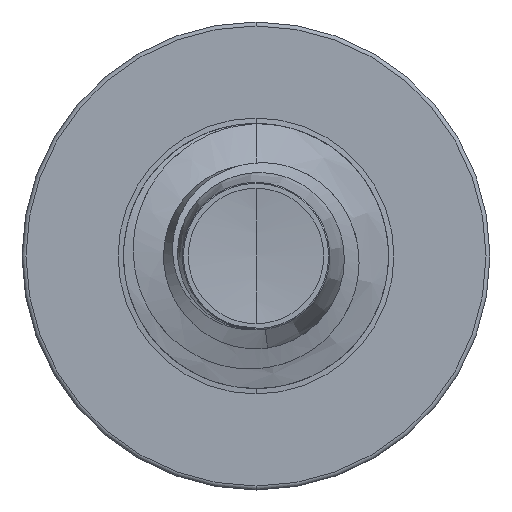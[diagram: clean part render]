
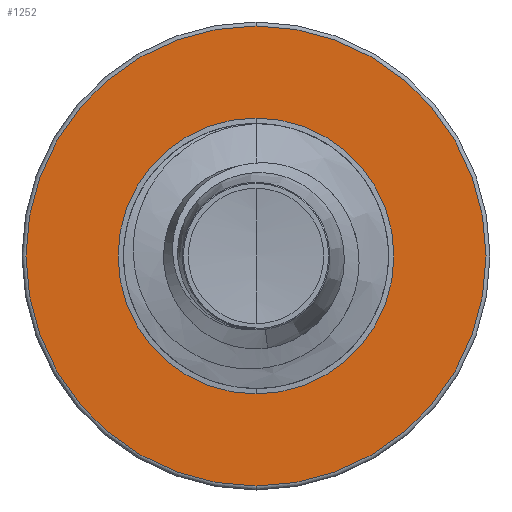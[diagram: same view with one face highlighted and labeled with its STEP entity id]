
A CAD part, front view. The second image highlights one B-rep face of the part: STEP entity #1252.
In plain terms, the highlighted planar face has unit normal (0, -1, 0).
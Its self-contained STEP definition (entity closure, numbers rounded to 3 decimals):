
#127 = DIRECTION ( 'NONE',  ( 0., 0., 1. ) ) ;
#150 = DIRECTION ( 'NONE',  ( 0., 1., 0. ) ) ;
#189 = CARTESIAN_POINT ( 'NONE',  ( 0., 10., 0. ) ) ;
#438 = FACE_OUTER_BOUND ( 'NONE', #4092, .T. ) ;
#834 = ORIENTED_EDGE ( 'NONE', *, *, #16775, .F. ) ;
#941 = EDGE_CURVE ( 'NONE', #12772, #12305, #14580, .T. ) ;
#1200 = VERTEX_POINT ( 'NONE', #15878 ) ;
#1234 = AXIS2_PLACEMENT_3D ( 'NONE', #4156, #14617, #6232 ) ;
#1252 = ADVANCED_FACE ( 'NONE', ( #438, #5652 ), #15779, .F. ) ;
#1335 = CIRCLE ( 'NONE', #14877, 2.605 ) ;
#1631 = AXIS2_PLACEMENT_3D ( 'NONE', #13840, #13823, #13809 ) ;
#2144 = EDGE_CURVE ( 'NONE', #12305, #12772, #11292, .T. ) ;
#3520 = EDGE_CURVE ( 'NONE', #14341, #1200, #14131, .T. ) ;
#4092 = EDGE_LOOP ( 'NONE', ( #6259, #834 ) ) ;
#4156 = CARTESIAN_POINT ( 'NONE',  ( 0., 10., 0. ) ) ;
#4381 = CARTESIAN_POINT ( 'NONE',  ( 0., 10., 2.605 ) ) ;
#5115 = ORIENTED_EDGE ( 'NONE', *, *, #941, .T. ) ;
#5308 = CARTESIAN_POINT ( 'NONE',  ( 0., 10., -1.562 ) ) ;
#5652 = FACE_BOUND ( 'NONE', #14526, .T. ) ;
#5958 = ORIENTED_EDGE ( 'NONE', *, *, #2144, .T. ) ;
#6232 = DIRECTION ( 'NONE',  ( 0., 0., 1. ) ) ;
#6259 = ORIENTED_EDGE ( 'NONE', *, *, #3520, .F. ) ;
#6422 = CARTESIAN_POINT ( 'NONE',  ( 0., 10., 1.562 ) ) ;
#7956 = DIRECTION ( 'NONE',  ( 0., 0., 1. ) ) ;
#7960 = DIRECTION ( 'NONE',  ( 0., 1., 0. ) ) ;
#7979 = CARTESIAN_POINT ( 'NONE',  ( 0., 10., 0. ) ) ;
#11292 = CIRCLE ( 'NONE', #1631, 1.562 ) ;
#12305 = VERTEX_POINT ( 'NONE', #6422 ) ;
#12772 = VERTEX_POINT ( 'NONE', #5308 ) ;
#13809 = DIRECTION ( 'NONE',  ( 0., 0., 1. ) ) ;
#13823 = DIRECTION ( 'NONE',  ( 0., 1., 0. ) ) ;
#13840 = CARTESIAN_POINT ( 'NONE',  ( 0., 10., 0. ) ) ;
#14131 = CIRCLE ( 'NONE', #16317, 2.605 ) ;
#14341 = VERTEX_POINT ( 'NONE', #4381 ) ;
#14526 = EDGE_LOOP ( 'NONE', ( #5958, #5115 ) ) ;
#14580 = CIRCLE ( 'NONE', #1234, 1.562 ) ;
#14617 = DIRECTION ( 'NONE',  ( 0., 1., 0. ) ) ;
#14877 = AXIS2_PLACEMENT_3D ( 'NONE', #189, #150, #127 ) ;
#14974 = AXIS2_PLACEMENT_3D ( 'NONE', #15814, #15728, #15718 ) ;
#15718 = DIRECTION ( 'NONE',  ( 0., 0., 1. ) ) ;
#15728 = DIRECTION ( 'NONE',  ( 0., 1., 0. ) ) ;
#15779 = PLANE ( 'NONE',  #14974 ) ;
#15814 = CARTESIAN_POINT ( 'NONE',  ( 0., 10., -1.562 ) ) ;
#15878 = CARTESIAN_POINT ( 'NONE',  ( 0., 10., -2.605 ) ) ;
#16317 = AXIS2_PLACEMENT_3D ( 'NONE', #7979, #7960, #7956 ) ;
#16775 = EDGE_CURVE ( 'NONE', #1200, #14341, #1335, .T. ) ;
